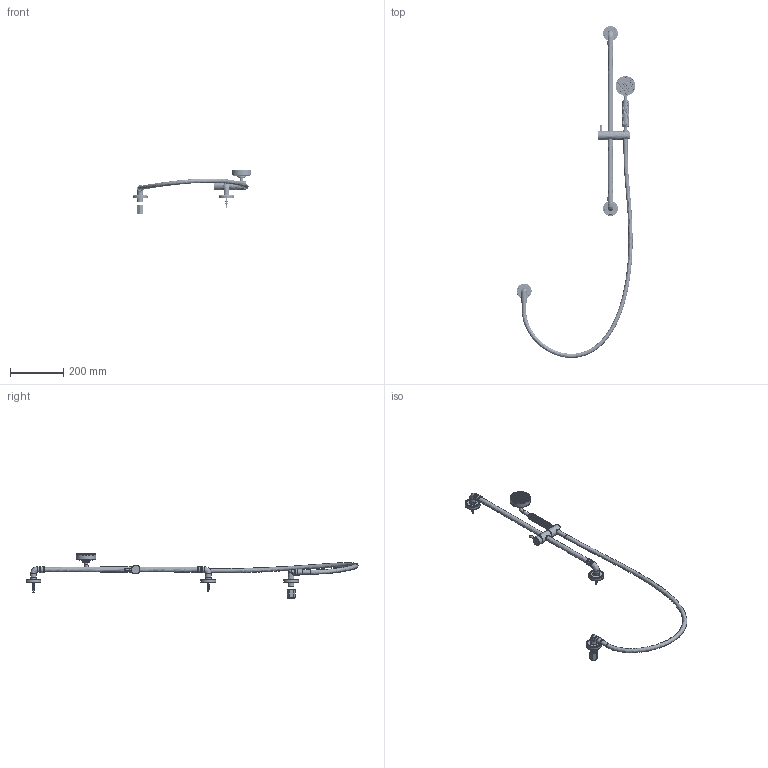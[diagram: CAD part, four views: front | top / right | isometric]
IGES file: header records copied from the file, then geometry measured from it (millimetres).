
Global section: file name: V770A-KIT-K; native system: Autodesk Inventor 2018; preprocessor: unknown; author: rclarke; date: 20170911.091747; units: millimetre
Bounding box: 444.87 x 1243.37 x 164.8 mm (x, y, z)
Volume: 602330.3 mm3; surface area: 267821.2 mm2
Topology: 30 solids, 35 shells, 12043 faces, 25884 edges, 14137 vertices
Faces by surface type: bspline 12043
